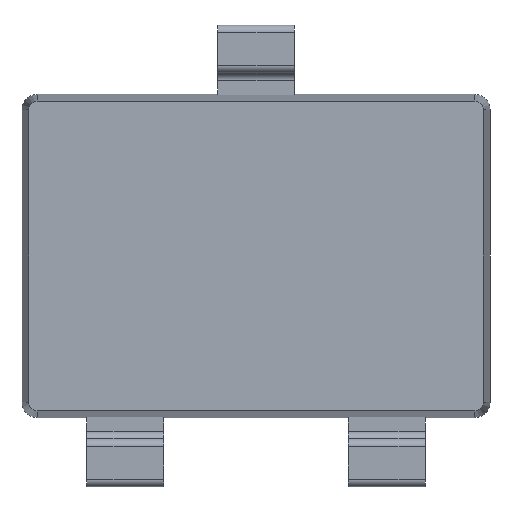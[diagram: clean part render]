
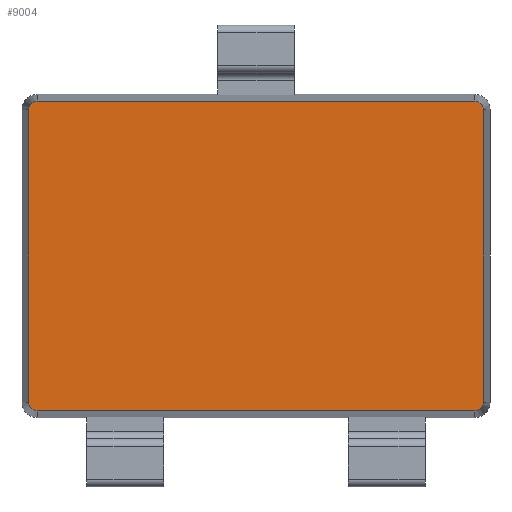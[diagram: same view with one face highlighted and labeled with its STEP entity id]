
A CAD part, front view. The second image highlights one B-rep face of the part: STEP entity #9004.
In plain terms, the highlighted planar face has unit normal (0, -1, 0).
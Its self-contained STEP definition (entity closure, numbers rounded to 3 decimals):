
#1 = DIRECTION ( 'NONE',  ( 0., 0., 1. ) ) ;
#129 = VERTEX_POINT ( 'NONE', #3374 ) ;
#274 = CARTESIAN_POINT ( 'NONE',  ( -1.42, -0.5, 1.006 ) ) ;
#446 = CARTESIAN_POINT ( 'NONE',  ( -1.476, -0.5, 0.95 ) ) ;
#548 = DIRECTION ( 'NONE',  ( 0., 0., -1. ) ) ;
#590 = DIRECTION ( 'NONE',  ( -1., 0., 0. ) ) ;
#708 = EDGE_CURVE ( 'NONE', #6269, #5849, #9160, .T. ) ;
#824 = LINE ( 'NONE', #2818, #2519 ) ;
#873 = DIRECTION ( 'NONE',  ( 0., 1., 0. ) ) ;
#1186 = CARTESIAN_POINT ( 'NONE',  ( -1.42, -0.5, -0.95 ) ) ;
#1314 = CARTESIAN_POINT ( 'NONE',  ( -1.42, -0.5, 1.006 ) ) ;
#1316 = CIRCLE ( 'NONE', #5602, 0.056 ) ;
#1569 = PLANE ( 'NONE',  #8371 ) ;
#1906 = DIRECTION ( 'NONE',  ( 0., 0., 1. ) ) ;
#2367 = ORIENTED_EDGE ( 'NONE', *, *, #3902, .F. ) ;
#2519 = VECTOR ( 'NONE', #590, 1000. ) ;
#2547 = CARTESIAN_POINT ( 'NONE',  ( 1.42, -0.5, -0.95 ) ) ;
#2580 = ORIENTED_EDGE ( 'NONE', *, *, #8215, .F. ) ;
#2814 = VERTEX_POINT ( 'NONE', #274 ) ;
#2818 = CARTESIAN_POINT ( 'NONE',  ( -1.42, -0.5, -1.006 ) ) ;
#2844 = ORIENTED_EDGE ( 'NONE', *, *, #7373, .F. ) ;
#3043 = CIRCLE ( 'NONE', #9092, 0.056 ) ;
#3262 = DIRECTION ( 'NONE',  ( 0., 0., 1. ) ) ;
#3295 = LINE ( 'NONE', #1314, #7117 ) ;
#3374 = CARTESIAN_POINT ( 'NONE',  ( 1.476, -0.5, 0.95 ) ) ;
#3504 = VERTEX_POINT ( 'NONE', #7254 ) ;
#3587 = FACE_OUTER_BOUND ( 'NONE', #5036, .T. ) ;
#3620 = CARTESIAN_POINT ( 'NONE',  ( -1.42, -0.5, 0.95 ) ) ;
#3902 = EDGE_CURVE ( 'NONE', #5849, #3504, #824, .T. ) ;
#3988 = ORIENTED_EDGE ( 'NONE', *, *, #4489, .F. ) ;
#4023 = VERTEX_POINT ( 'NONE', #5329 ) ;
#4110 = CARTESIAN_POINT ( 'NONE',  ( 1.476, -0.5, -0.95 ) ) ;
#4245 = ORIENTED_EDGE ( 'NONE', *, *, #4504, .F. ) ;
#4301 = DIRECTION ( 'NONE',  ( 0., 1., 0. ) ) ;
#4332 = DIRECTION ( 'NONE',  ( 0., 0., 1. ) ) ;
#4489 = EDGE_CURVE ( 'NONE', #2814, #4023, #3295, .T. ) ;
#4504 = EDGE_CURVE ( 'NONE', #129, #6269, #9031, .T. ) ;
#4514 = VECTOR ( 'NONE', #6013, 1000. ) ;
#4522 = ORIENTED_EDGE ( 'NONE', *, *, #708, .F. ) ;
#4884 = CARTESIAN_POINT ( 'NONE',  ( 1.476, -0.5, 0.95 ) ) ;
#5036 = EDGE_LOOP ( 'NONE', ( #7984, #6933, #2844, #2367, #4522, #4245, #2580, #3988 ) ) ;
#5176 = CARTESIAN_POINT ( 'NONE',  ( -1.42, -0.5, 0.95 ) ) ;
#5261 = EDGE_CURVE ( 'NONE', #7378, #2814, #1316, .T. ) ;
#5329 = CARTESIAN_POINT ( 'NONE',  ( 1.42, -0.5, 1.006 ) ) ;
#5464 = AXIS2_PLACEMENT_3D ( 'NONE', #2547, #7576, #3262 ) ;
#5602 = AXIS2_PLACEMENT_3D ( 'NONE', #3620, #8634, #4332 ) ;
#5849 = VERTEX_POINT ( 'NONE', #6441 ) ;
#5896 = DIRECTION ( 'NONE',  ( 0., 0., 1. ) ) ;
#6013 = DIRECTION ( 'NONE',  ( 0., 0., 1. ) ) ;
#6198 = DIRECTION ( 'NONE',  ( 0., 1., 0. ) ) ;
#6269 = VERTEX_POINT ( 'NONE', #4110 ) ;
#6328 = DIRECTION ( 'NONE',  ( 1., 0., 0. ) ) ;
#6410 = VERTEX_POINT ( 'NONE', #6939 ) ;
#6421 = LINE ( 'NONE', #8103, #4514 ) ;
#6441 = CARTESIAN_POINT ( 'NONE',  ( 1.42, -0.5, -1.006 ) ) ;
#6933 = ORIENTED_EDGE ( 'NONE', *, *, #7925, .F. ) ;
#6939 = CARTESIAN_POINT ( 'NONE',  ( -1.476, -0.5, -0.95 ) ) ;
#7117 = VECTOR ( 'NONE', #6328, 1000. ) ;
#7254 = CARTESIAN_POINT ( 'NONE',  ( -1.42, -0.5, -1.006 ) ) ;
#7373 = EDGE_CURVE ( 'NONE', #3504, #6410, #7886, .T. ) ;
#7378 = VERTEX_POINT ( 'NONE', #446 ) ;
#7576 = DIRECTION ( 'NONE',  ( 0., 1., 0. ) ) ;
#7886 = CIRCLE ( 'NONE', #9337, 0.056 ) ;
#7925 = EDGE_CURVE ( 'NONE', #6410, #7378, #6421, .T. ) ;
#7984 = ORIENTED_EDGE ( 'NONE', *, *, #5261, .F. ) ;
#8103 = CARTESIAN_POINT ( 'NONE',  ( -1.476, -0.5, 0.95 ) ) ;
#8215 = EDGE_CURVE ( 'NONE', #4023, #129, #3043, .T. ) ;
#8371 = AXIS2_PLACEMENT_3D ( 'NONE', #5176, #873, #5896 ) ;
#8601 = CARTESIAN_POINT ( 'NONE',  ( 1.42, -0.5, 0.95 ) ) ;
#8634 = DIRECTION ( 'NONE',  ( 0., 1., 0. ) ) ;
#8792 = VECTOR ( 'NONE', #548, 1000. ) ;
#9004 = ADVANCED_FACE ( 'NONE', ( #3587 ), #1569, .F. ) ;
#9031 = LINE ( 'NONE', #4884, #8792 ) ;
#9092 = AXIS2_PLACEMENT_3D ( 'NONE', #8601, #4301, #1 ) ;
#9160 = CIRCLE ( 'NONE', #5464, 0.056 ) ;
#9337 = AXIS2_PLACEMENT_3D ( 'NONE', #1186, #6198, #1906 ) ;
